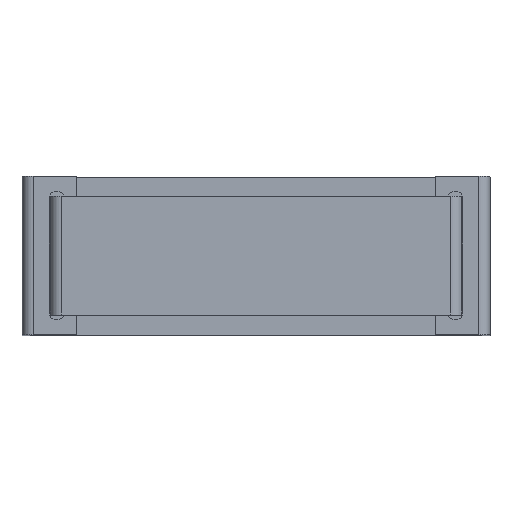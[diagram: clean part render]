
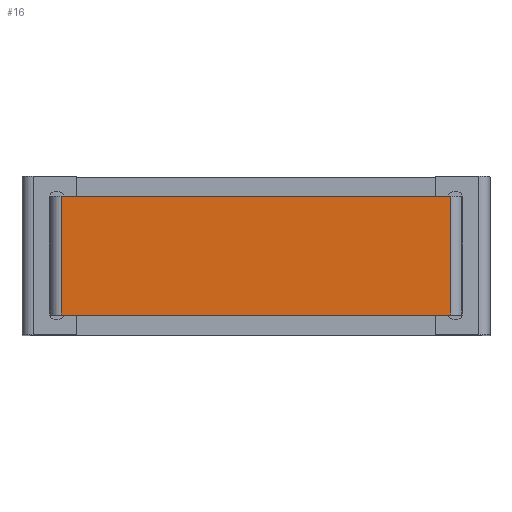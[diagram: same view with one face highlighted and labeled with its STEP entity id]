
A CAD part, top view. The second image highlights one B-rep face of the part: STEP entity #16.
In plain terms, the highlighted planar face has unit normal (0, 0, 1).
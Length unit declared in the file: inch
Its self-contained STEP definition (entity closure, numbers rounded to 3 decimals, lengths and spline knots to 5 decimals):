
#16 = ADVANCED_FACE ( 'NONE', ( #1777 ), #3864, .T. ) ;
#196 = EDGE_CURVE ( 'NONE', #2856, #2766, #3679, .T. ) ;
#220 = DIRECTION ( 'NONE',  ( 0., -1., 0. ) ) ;
#378 = CARTESIAN_POINT ( 'NONE',  ( -2.45701, 0.75, 5.97 ) ) ;
#636 = CARTESIAN_POINT ( 'NONE',  ( -2.45701, -0.75, 5.97 ) ) ;
#750 = ORIENTED_EDGE ( 'NONE', *, *, #2437, .T. ) ;
#812 = EDGE_CURVE ( 'NONE', #2766, #1590, #2048, .T. ) ;
#1292 = AXIS2_PLACEMENT_3D ( 'NONE', #1475, #2710, #2420 ) ;
#1348 = DIRECTION ( 'NONE',  ( 1., 0., 0. ) ) ;
#1475 = CARTESIAN_POINT ( 'NONE',  ( 2.59375, 0.75, 5.97 ) ) ;
#1590 = VERTEX_POINT ( 'NONE', #636 ) ;
#1666 = EDGE_CURVE ( 'NONE', #1590, #2277, #3593, .T. ) ;
#1702 = EDGE_LOOP ( 'NONE', ( #3761, #2147, #2051, #750 ) ) ;
#1751 = VECTOR ( 'NONE', #3149, 39.37008 ) ;
#1777 = FACE_OUTER_BOUND ( 'NONE', #1702, .T. ) ;
#1874 = VECTOR ( 'NONE', #1348, 39.37008 ) ;
#2048 = LINE ( 'NONE', #3246, #3338 ) ;
#2051 = ORIENTED_EDGE ( 'NONE', *, *, #1666, .T. ) ;
#2147 = ORIENTED_EDGE ( 'NONE', *, *, #812, .T. ) ;
#2161 = CARTESIAN_POINT ( 'NONE',  ( 2.59375, 0.75, 5.97 ) ) ;
#2277 = VERTEX_POINT ( 'NONE', #2423 ) ;
#2420 = DIRECTION ( 'NONE',  ( -1., 0., 0. ) ) ;
#2423 = CARTESIAN_POINT ( 'NONE',  ( 2.45701, -0.75, 5.97 ) ) ;
#2437 = EDGE_CURVE ( 'NONE', #2277, #2856, #2808, .T. ) ;
#2489 = DIRECTION ( 'NONE',  ( -1., 0., 0. ) ) ;
#2694 = VECTOR ( 'NONE', #2489, 39.37008 ) ;
#2710 = DIRECTION ( 'NONE',  ( 0., 0., 1. ) ) ;
#2766 = VERTEX_POINT ( 'NONE', #378 ) ;
#2808 = LINE ( 'NONE', #3430, #1751 ) ;
#2856 = VERTEX_POINT ( 'NONE', #3517 ) ;
#3149 = DIRECTION ( 'NONE',  ( 0., 1., 0. ) ) ;
#3197 = CARTESIAN_POINT ( 'NONE',  ( 2.59375, -0.75, 5.97 ) ) ;
#3246 = CARTESIAN_POINT ( 'NONE',  ( -2.45701, 0.75, 5.97 ) ) ;
#3338 = VECTOR ( 'NONE', #220, 39.37008 ) ;
#3430 = CARTESIAN_POINT ( 'NONE',  ( 2.45701, 0.75, 5.97 ) ) ;
#3517 = CARTESIAN_POINT ( 'NONE',  ( 2.45701, 0.75, 5.97 ) ) ;
#3593 = LINE ( 'NONE', #3197, #1874 ) ;
#3679 = LINE ( 'NONE', #2161, #2694 ) ;
#3761 = ORIENTED_EDGE ( 'NONE', *, *, #196, .T. ) ;
#3864 = PLANE ( 'NONE',  #1292 ) ;
